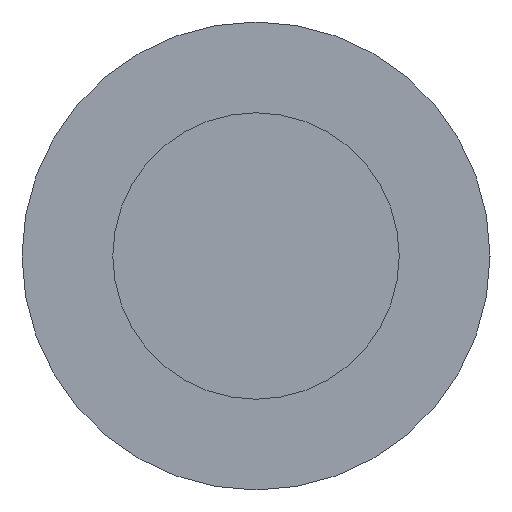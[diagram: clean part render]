
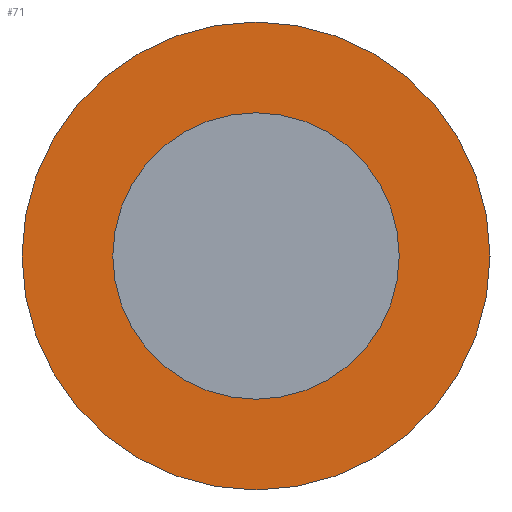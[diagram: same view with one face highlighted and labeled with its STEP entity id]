
A CAD part, left-side view. The second image highlights one B-rep face of the part: STEP entity #71.
In plain terms, the highlighted planar face has unit normal (-1, 0, 0).
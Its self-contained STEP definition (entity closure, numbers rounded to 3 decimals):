
#15=FACE_BOUND('',#29,.T.);
#17=PLANE('',#93);
#23=FACE_OUTER_BOUND('',#28,.T.);
#28=EDGE_LOOP('',(#61));
#29=EDGE_LOOP('',(#62));
#33=CIRCLE('',#91,1.5);
#34=CIRCLE('',#94,2.451);
#44=VERTEX_POINT('',#128);
#45=VERTEX_POINT('',#133);
#50=EDGE_CURVE('',#44,#44,#33,.T.);
#51=EDGE_CURVE('',#45,#45,#34,.T.);
#61=ORIENTED_EDGE('',*,*,#51,.T.);
#62=ORIENTED_EDGE('',*,*,#50,.T.);
#71=ADVANCED_FACE('',(#23,#15),#17,.F.);
#91=AXIS2_PLACEMENT_3D('',#130,#108,#109);
#93=AXIS2_PLACEMENT_3D('',#132,#112,#113);
#94=AXIS2_PLACEMENT_3D('',#134,#114,#115);
#108=DIRECTION('center_axis',(1.,0.,0.));
#109=DIRECTION('ref_axis',(0.,-1.,0.));
#112=DIRECTION('center_axis',(1.,0.,0.));
#113=DIRECTION('ref_axis',(0.,1.,0.));
#114=DIRECTION('center_axis',(-1.,0.,0.));
#115=DIRECTION('ref_axis',(0.,1.,0.));
#128=CARTESIAN_POINT('',(3.75,1.5,11.));
#130=CARTESIAN_POINT('Origin',(3.75,0.,11.));
#132=CARTESIAN_POINT('Origin',(3.75,0.,11.));
#133=CARTESIAN_POINT('',(3.75,-2.451,11.));
#134=CARTESIAN_POINT('Origin',(3.75,0.,11.));
